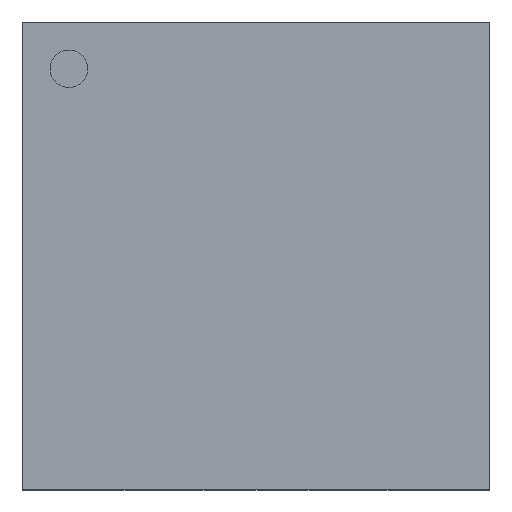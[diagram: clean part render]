
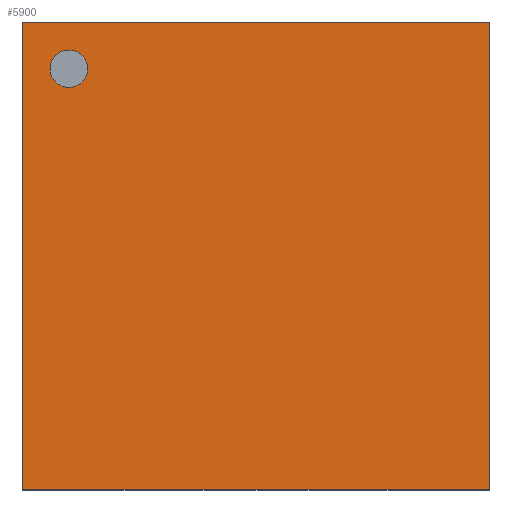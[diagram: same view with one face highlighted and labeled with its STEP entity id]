
A CAD part, top view. The second image highlights one B-rep face of the part: STEP entity #5900.
In plain terms, the highlighted planar face has unit normal (0, 0, 1).
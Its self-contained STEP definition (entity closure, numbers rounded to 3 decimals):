
#16=FACE_BOUND('',#1042,.T.);
#357=PLANE('',#6408);
#698=FACE_OUTER_BOUND('',#1041,.T.);
#1041=EDGE_LOOP('',(#5334,#5335,#5336,#5337));
#1042=EDGE_LOOP('',(#5338));
#1684=LINE('',#9660,#2360);
#1696=LINE('',#9676,#2372);
#1707=LINE('',#9690,#2383);
#1717=LINE('',#9701,#2393);
#2360=VECTOR('',#7968,5.);
#2372=VECTOR('',#7982,5.);
#2383=VECTOR('',#7995,5.);
#2393=VECTOR('',#8007,5.);
#2472=CIRCLE('',#6210,0.2);
#2804=VERTEX_POINT('',#8908);
#3062=VERTEX_POINT('',#9657);
#3063=VERTEX_POINT('',#9659);
#3066=VERTEX_POINT('',#9674);
#3068=VERTEX_POINT('',#9688);
#3476=EDGE_CURVE('',#2804,#2804,#2472,.T.);
#3838=EDGE_CURVE('',#3062,#3063,#1684,.T.);
#3850=EDGE_CURVE('',#3066,#3062,#1696,.T.);
#3861=EDGE_CURVE('',#3068,#3066,#1707,.T.);
#3871=EDGE_CURVE('',#3063,#3068,#1717,.T.);
#5334=ORIENTED_EDGE('',*,*,#3861,.F.);
#5335=ORIENTED_EDGE('',*,*,#3871,.F.);
#5336=ORIENTED_EDGE('',*,*,#3838,.F.);
#5337=ORIENTED_EDGE('',*,*,#3850,.F.);
#5338=ORIENTED_EDGE('',*,*,#3476,.T.);
#5900=ADVANCED_FACE('',(#698,#16),#357,.T.);
#6210=AXIS2_PLACEMENT_3D('',#8909,#7281,#7282);
#6408=AXIS2_PLACEMENT_3D('',#9703,#8009,#8010);
#7281=DIRECTION('center_axis',(0.,0.,-1.));
#7282=DIRECTION('ref_axis',(1.,0.,0.));
#7968=DIRECTION('',(0.,-1.,0.));
#7982=DIRECTION('',(1.,0.,0.));
#7995=DIRECTION('',(0.,1.,0.));
#8007=DIRECTION('',(-1.,0.,0.));
#8009=DIRECTION('center_axis',(0.,0.,1.));
#8010=DIRECTION('ref_axis',(1.,0.,0.));
#8908=CARTESIAN_POINT('',(-1.8,2.,1.));
#8909=CARTESIAN_POINT('Origin',(-2.,2.,1.));
#9657=CARTESIAN_POINT('',(2.5,2.5,1.));
#9659=CARTESIAN_POINT('',(2.5,-2.5,1.));
#9660=CARTESIAN_POINT('',(2.5,2.5,1.));
#9674=CARTESIAN_POINT('',(-2.5,2.5,1.));
#9676=CARTESIAN_POINT('',(-2.5,2.5,1.));
#9688=CARTESIAN_POINT('',(-2.5,-2.5,1.));
#9690=CARTESIAN_POINT('',(-2.5,-2.5,1.));
#9701=CARTESIAN_POINT('',(2.5,-2.5,1.));
#9703=CARTESIAN_POINT('Origin',(0.,0.,
1.));
